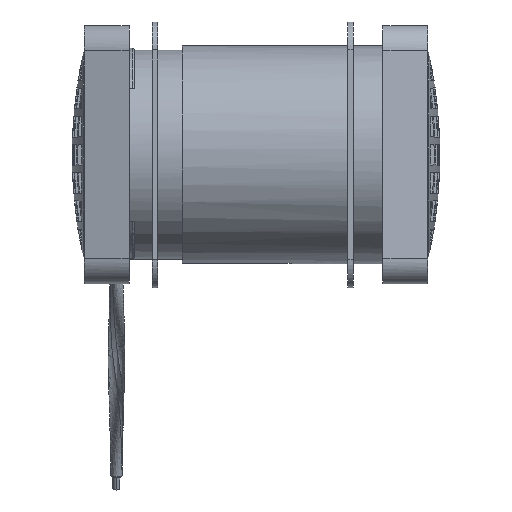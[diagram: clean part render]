
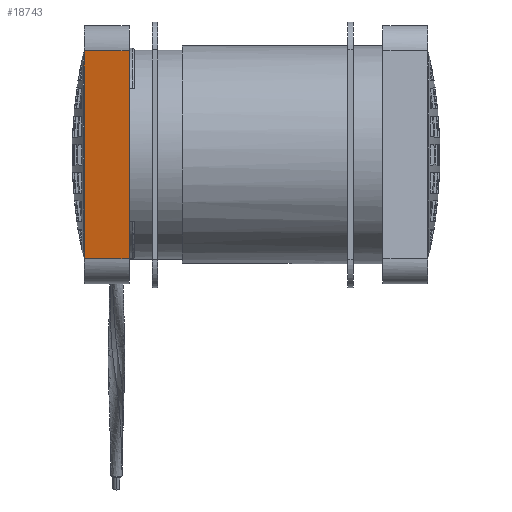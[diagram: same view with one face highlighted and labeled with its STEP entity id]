
A CAD part, left-side view. The second image highlights one B-rep face of the part: STEP entity #18743.
In plain terms, the highlighted planar face has unit normal (-0.974, 0.225, 0).
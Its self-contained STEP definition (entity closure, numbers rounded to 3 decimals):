
#1437 = ORIENTED_EDGE ( 'NONE', *, *, #22829, .F. ) ;
#1974 = CARTESIAN_POINT ( 'NONE',  ( -41.4, 0., 37.15 ) ) ;
#3564 = CARTESIAN_POINT ( 'NONE',  ( -37.706, 16., -46.15 ) ) ;
#3760 = DIRECTION ( 'NONE',  ( -0.974, 0.225, 0. ) ) ;
#4056 = DIRECTION ( 'NONE',  ( -0.225, -0.974, 0. ) ) ;
#4294 = EDGE_LOOP ( 'NONE', ( #28062, #13820, #1437, #9700 ) ) ;
#4914 = CARTESIAN_POINT ( 'NONE',  ( -41.4, 0., -46.15 ) ) ;
#6175 = DIRECTION ( 'NONE',  ( 0., 0., 1. ) ) ;
#7056 = LINE ( 'NONE', #1974, #14117 ) ;
#7386 = LINE ( 'NONE', #4914, #9530 ) ;
#8114 = CARTESIAN_POINT ( 'NONE',  ( -41.4, 0., -37.15 ) ) ;
#9530 = VECTOR ( 'NONE', #23938, 1000. ) ;
#9700 = ORIENTED_EDGE ( 'NONE', *, *, #16362, .T. ) ;
#9970 = LINE ( 'NONE', #8114, #10032 ) ;
#10032 = VECTOR ( 'NONE', #22179, 1000. ) ;
#12988 = LINE ( 'NONE', #3564, #17537 ) ;
#13820 = ORIENTED_EDGE ( 'NONE', *, *, #23387, .T. ) ;
#14117 = VECTOR ( 'NONE', #25779, 1000. ) ;
#15900 = EDGE_CURVE ( 'NONE', #22537, #28267, #7386, .T. ) ;
#16362 = EDGE_CURVE ( 'NONE', #28383, #22537, #9970, .T. ) ;
#17537 = VECTOR ( 'NONE', #6175, 1000. ) ;
#18743 = ADVANCED_FACE ( 'NONE', ( #29891 ), #24951, .T. ) ;
#19186 = CARTESIAN_POINT ( 'NONE',  ( -41.4, 0., -37.15 ) ) ;
#19703 = CARTESIAN_POINT ( 'NONE',  ( -41.4, 0., 37.15 ) ) ;
#22179 = DIRECTION ( 'NONE',  ( -0.225, -0.974, 0. ) ) ;
#22537 = VERTEX_POINT ( 'NONE', #19186 ) ;
#22635 = CARTESIAN_POINT ( 'NONE',  ( -37.706, 16., -37.15 ) ) ;
#22829 = EDGE_CURVE ( 'NONE', #28383, #26435, #12988, .T. ) ;
#23387 = EDGE_CURVE ( 'NONE', #28267, #26435, #7056, .T. ) ;
#23938 = DIRECTION ( 'NONE',  ( 0., 0., 1. ) ) ;
#24951 = PLANE ( 'NONE',  #27137 ) ;
#25249 = CARTESIAN_POINT ( 'NONE',  ( -41.4, 0., -46.15 ) ) ;
#25779 = DIRECTION ( 'NONE',  ( 0.225, 0.974, 0. ) ) ;
#26435 = VERTEX_POINT ( 'NONE', #29889 ) ;
#27137 = AXIS2_PLACEMENT_3D ( 'NONE', #25249, #3760, #4056 ) ;
#28062 = ORIENTED_EDGE ( 'NONE', *, *, #15900, .T. ) ;
#28267 = VERTEX_POINT ( 'NONE', #19703 ) ;
#28383 = VERTEX_POINT ( 'NONE', #22635 ) ;
#29889 = CARTESIAN_POINT ( 'NONE',  ( -37.706, 16., 37.15 ) ) ;
#29891 = FACE_OUTER_BOUND ( 'NONE', #4294, .T. ) ;
